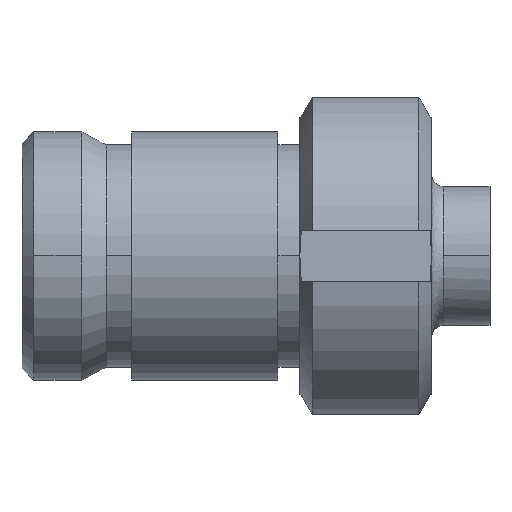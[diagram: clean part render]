
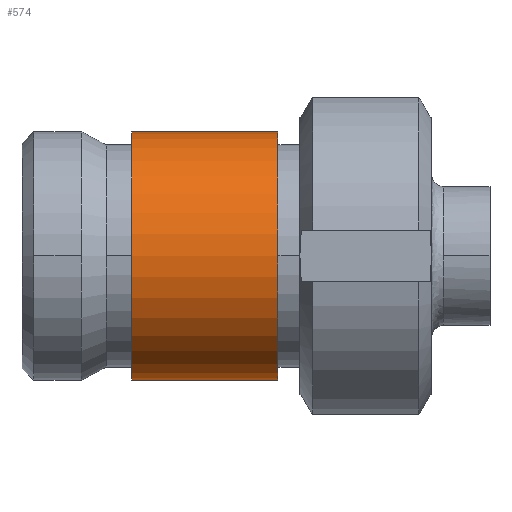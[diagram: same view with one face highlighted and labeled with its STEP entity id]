
A CAD part, top view. The second image highlights one B-rep face of the part: STEP entity #574.
In plain terms, the highlighted cylindrical face has radius 17 mm (diameter 34 mm), a partial arc.
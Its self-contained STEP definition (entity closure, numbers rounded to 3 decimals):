
#574 = ADVANCED_FACE ( 'NONE', ( #2694 ), #2733, .T. ) ;
#575 = EDGE_LOOP ( 'NONE', ( #576, #580, #583, #640 ) ) ;
#576 = ORIENTED_EDGE ( 'NONE', *, *, #577, .T. ) ;
#577 = EDGE_CURVE ( 'NONE', #578, #579, #2732, .T. ) ;
#578 = VERTEX_POINT ( 'NONE', #2723 ) ;
#579 = VERTEX_POINT ( 'NONE', #2722 ) ;
#580 = ORIENTED_EDGE ( 'NONE', *, *, #581, .T. ) ;
#581 = EDGE_CURVE ( 'NONE', #579, #582, #2721, .T. ) ;
#582 = VERTEX_POINT ( 'NONE', #2770 ) ;
#583 = ORIENTED_EDGE ( 'NONE', *, *, #584, .T. ) ;
#584 = EDGE_CURVE ( 'NONE', #582, #585, #2769, .T. ) ;
#585 = VERTEX_POINT ( 'NONE', #2764 ) ;
#640 = ORIENTED_EDGE ( 'NONE', *, *, #641, .F. ) ;
#641 = EDGE_CURVE ( 'NONE', #578, #585, #2960, .T. ) ;
#2694 = FACE_OUTER_BOUND ( 'NONE', #575, .T. ) ;
#2718 = DIRECTION ( 'NONE',  ( 1., 0., 0. ) ) ;
#2719 = VECTOR ( 'NONE', #2718, 1000. ) ;
#2720 = CARTESIAN_POINT ( 'NONE',  ( 11., -17., 0. ) ) ;
#2721 = LINE ( 'NONE', #2720, #2719 ) ;
#2722 = CARTESIAN_POINT ( 'NONE',  ( 11., -17., 0. ) ) ;
#2723 = CARTESIAN_POINT ( 'NONE',  ( 11., 17., 0. ) ) ;
#2724 = DIRECTION ( 'NONE',  ( 0., 1., 0. ) ) ;
#2725 = DIRECTION ( 'NONE',  ( 1., 0., 0. ) ) ;
#2726 = CARTESIAN_POINT ( 'NONE',  ( 11., 0., 0. ) ) ;
#2727 = AXIS2_PLACEMENT_3D ( 'NONE', #2726, #2725, #2724 ) ;
#2728 = DIRECTION ( 'NONE',  ( 0., 1., 0. ) ) ;
#2729 = DIRECTION ( 'NONE',  ( 1., 0., 0. ) ) ;
#2730 = CARTESIAN_POINT ( 'NONE',  ( 11., 0., 0. ) ) ;
#2731 = AXIS2_PLACEMENT_3D ( 'NONE', #2730, #2729, #2728 ) ;
#2732 = CIRCLE ( 'NONE', #2727, 17. ) ;
#2733 = CYLINDRICAL_SURFACE ( 'NONE', #2731, 17. ) ;
#2764 = CARTESIAN_POINT ( 'NONE',  ( 31., 17., 0. ) ) ;
#2765 = DIRECTION ( 'NONE',  ( 0., 1., 0. ) ) ;
#2766 = DIRECTION ( 'NONE',  ( -1., 0., 0. ) ) ;
#2767 = CARTESIAN_POINT ( 'NONE',  ( 31., 0., 0. ) ) ;
#2768 = AXIS2_PLACEMENT_3D ( 'NONE', #2767, #2766, #2765 ) ;
#2769 = CIRCLE ( 'NONE', #2768, 17. ) ;
#2770 = CARTESIAN_POINT ( 'NONE',  ( 31., -17., 0. ) ) ;
#2957 = DIRECTION ( 'NONE',  ( 1., 0., 0. ) ) ;
#2958 = VECTOR ( 'NONE', #2957, 1000. ) ;
#2959 = CARTESIAN_POINT ( 'NONE',  ( 11., 17., 0. ) ) ;
#2960 = LINE ( 'NONE', #2959, #2958 ) ;
